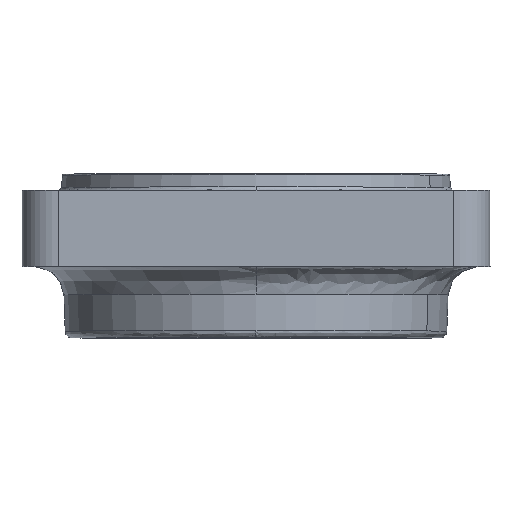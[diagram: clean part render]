
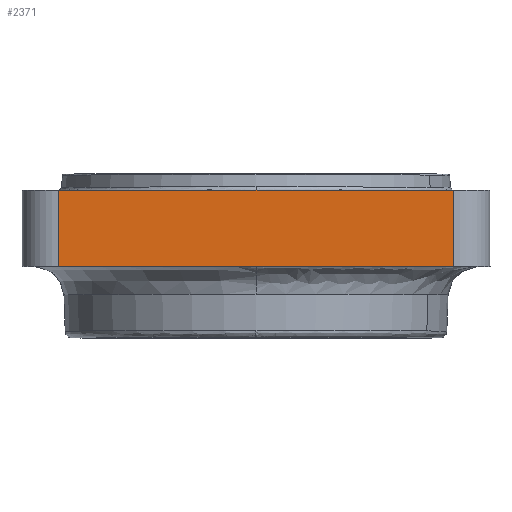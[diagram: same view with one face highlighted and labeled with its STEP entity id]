
A CAD part, top view. The second image highlights one B-rep face of the part: STEP entity #2371.
In plain terms, the highlighted planar face has unit normal (0, 0, 1).
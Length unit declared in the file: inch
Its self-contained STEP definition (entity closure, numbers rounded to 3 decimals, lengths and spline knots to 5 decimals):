
#28 = CARTESIAN_POINT ( 'NONE',  ( -0.844, 0., 1. ) ) ;
#113 = VECTOR ( 'NONE', #2141, 39.37008 ) ;
#193 = CARTESIAN_POINT ( 'NONE',  ( 0.844, 0., 1. ) ) ;
#249 = EDGE_CURVE ( 'NONE', #618, #1141, #1738, .T. ) ;
#303 = EDGE_CURVE ( 'NONE', #2268, #618, #838, .T. ) ;
#356 = VECTOR ( 'NONE', #1429, 39.37008 ) ;
#365 = DIRECTION ( 'NONE',  ( 0., -1., 0. ) ) ;
#466 = CARTESIAN_POINT ( 'NONE',  ( -0.844, 0., 1. ) ) ;
#481 = VECTOR ( 'NONE', #801, 39.37008 ) ;
#618 = VERTEX_POINT ( 'NONE', #1834 ) ;
#638 = EDGE_LOOP ( 'NONE', ( #985, #1651, #884, #647 ) ) ;
#645 = DIRECTION ( 'NONE',  ( 0., 0., 1. ) ) ;
#647 = ORIENTED_EDGE ( 'NONE', *, *, #303, .T. ) ;
#781 = CARTESIAN_POINT ( 'NONE',  ( 0.844, -0.325, 1. ) ) ;
#801 = DIRECTION ( 'NONE',  ( 1., 0., 0. ) ) ;
#838 = LINE ( 'NONE', #466, #356 ) ;
#840 = PLANE ( 'NONE',  #2181 ) ;
#849 = VERTEX_POINT ( 'NONE', #193 ) ;
#884 = ORIENTED_EDGE ( 'NONE', *, *, #1454, .F. ) ;
#985 = ORIENTED_EDGE ( 'NONE', *, *, #249, .T. ) ;
#1141 = VERTEX_POINT ( 'NONE', #2251 ) ;
#1187 = LINE ( 'NONE', #2128, #113 ) ;
#1273 = VECTOR ( 'NONE', #365, 39.37008 ) ;
#1429 = DIRECTION ( 'NONE',  ( 0., -1., 0. ) ) ;
#1454 = EDGE_CURVE ( 'NONE', #2268, #849, #1187, .T. ) ;
#1483 = EDGE_CURVE ( 'NONE', #849, #1141, #2529, .T. ) ;
#1621 = DIRECTION ( 'NONE',  ( 0.707, -0.707, 0. ) ) ;
#1651 = ORIENTED_EDGE ( 'NONE', *, *, #1483, .F. ) ;
#1738 = LINE ( 'NONE', #2504, #481 ) ;
#1834 = CARTESIAN_POINT ( 'NONE',  ( -0.844, -0.325, 1. ) ) ;
#2128 = CARTESIAN_POINT ( 'NONE',  ( -0.844, 0., 1. ) ) ;
#2141 = DIRECTION ( 'NONE',  ( 1., 0., 0. ) ) ;
#2181 = AXIS2_PLACEMENT_3D ( 'NONE', #2428, #645, #1621 ) ;
#2238 = FACE_OUTER_BOUND ( 'NONE', #638, .T. ) ;
#2251 = CARTESIAN_POINT ( 'NONE',  ( 0.844, -0.325, 1. ) ) ;
#2268 = VERTEX_POINT ( 'NONE', #28 ) ;
#2371 = ADVANCED_FACE ( 'NONE', ( #2238 ), #840, .T. ) ;
#2428 = CARTESIAN_POINT ( 'NONE',  ( 0., -0.325, 1. ) ) ;
#2504 = CARTESIAN_POINT ( 'NONE',  ( -0.844, -0.325, 1. ) ) ;
#2529 = LINE ( 'NONE', #781, #1273 ) ;
